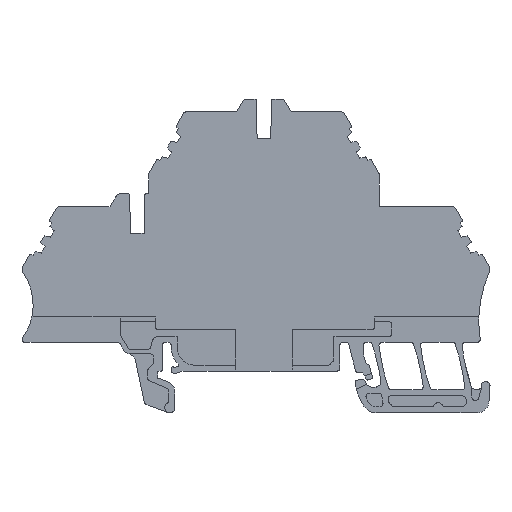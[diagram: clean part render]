
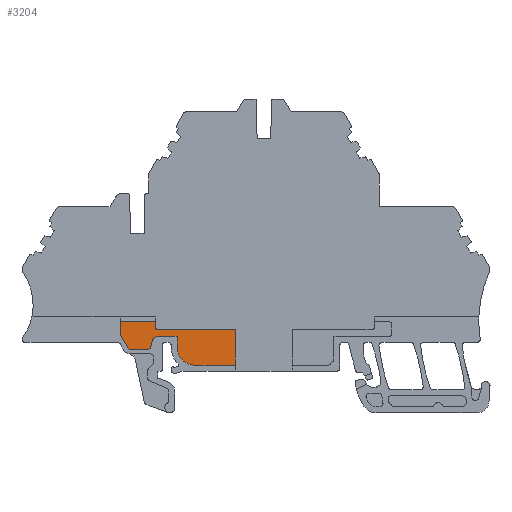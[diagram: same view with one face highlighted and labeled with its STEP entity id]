
A CAD part, left-side view. The second image highlights one B-rep face of the part: STEP entity #3204.
In plain terms, the highlighted planar face has unit normal (-1, 0, 0).
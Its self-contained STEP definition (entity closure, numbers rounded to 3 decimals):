
#75=AXIS2_PLACEMENT_3D('Plane Axis2P3D',#72,#73,#74) ;
#702=AXIS2_PLACEMENT_3D('Circle Axis2P3D',#700,#701,$) ;
#723=AXIS2_PLACEMENT_3D('Circle Axis2P3D',#721,#722,$) ;
#737=AXIS2_PLACEMENT_3D('Circle Axis2P3D',#735,#736,$) ;
#751=AXIS2_PLACEMENT_3D('Circle Axis2P3D',#749,#750,$) ;
#765=AXIS2_PLACEMENT_3D('Circle Axis2P3D',#763,#764,$) ;
#1257=AXIS2_PLACEMENT_3D('Circle Axis2P3D',#1255,#1256,$) ;
#1271=AXIS2_PLACEMENT_3D('Circle Axis2P3D',#1269,#1270,$) ;
#72=CARTESIAN_POINT('Axis2P3D Location',(0.,38.857,6.75)) ;
#690=CARTESIAN_POINT('Vertex',(0.,42.994,8.05)) ;
#693=CARTESIAN_POINT('Line Origine',(0.,46.425,8.05)) ;
#697=CARTESIAN_POINT('Vertex',(0.,49.857,8.05)) ;
#700=CARTESIAN_POINT('Axis2P3D Location',(0.,49.857,11.05)) ;
#704=CARTESIAN_POINT('Vertex',(0.,52.857,11.05)) ;
#707=CARTESIAN_POINT('Line Origine',(0.,52.857,11.975)) ;
#711=CARTESIAN_POINT('Vertex',(0.,52.857,12.9)) ;
#714=CARTESIAN_POINT('Line Origine',(0.,54.457,12.9)) ;
#718=CARTESIAN_POINT('Vertex',(0.,56.057,12.9)) ;
#721=CARTESIAN_POINT('Axis2P3D Location',(0.,56.057,11.9)) ;
#725=CARTESIAN_POINT('Vertex',(0.,57.023,12.159)) ;
#728=CARTESIAN_POINT('Line Origine',(0.,57.162,11.64)) ;
#732=CARTESIAN_POINT('Vertex',(0.,57.301,11.121)) ;
#735=CARTESIAN_POINT('Axis2P3D Location',(0.,57.784,11.25)) ;
#739=CARTESIAN_POINT('Vertex',(0.,57.784,10.75)) ;
#742=CARTESIAN_POINT('Line Origine',(0.,59.264,10.75)) ;
#746=CARTESIAN_POINT('Vertex',(0.,60.745,10.75)) ;
#749=CARTESIAN_POINT('Axis2P3D Location',(0.,60.745,11.25)) ;
#753=CARTESIAN_POINT('Vertex',(0.,61.174,10.994)) ;
#756=CARTESIAN_POINT('Line Origine',(0.,61.793,12.034)) ;
#760=CARTESIAN_POINT('Vertex',(0.,62.412,13.074)) ;
#763=CARTESIAN_POINT('Axis2P3D Location',(0.,61.982,13.33)) ;
#767=CARTESIAN_POINT('Vertex',(0.,62.482,13.33)) ;
#770=CARTESIAN_POINT('Line Origine',(0.,62.482,14.365)) ;
#774=CARTESIAN_POINT('Vertex',(0.,62.482,15.4)) ;
#1245=CARTESIAN_POINT('Vertex',(0.,56.43,15.4)) ;
#1248=CARTESIAN_POINT('Line Origine',(0.,56.43,14.875)) ;
#1252=CARTESIAN_POINT('Vertex',(0.,56.43,14.35)) ;
#1255=CARTESIAN_POINT('Axis2P3D Location',(0.,56.23,14.35)) ;
#1259=CARTESIAN_POINT('Vertex',(0.,56.23,14.15)) ;
#1262=CARTESIAN_POINT('Line Origine',(0.,49.712,14.15)) ;
#1266=CARTESIAN_POINT('Vertex',(0.,43.194,14.15)) ;
#1269=CARTESIAN_POINT('Axis2P3D Location',(0.,43.194,13.95)) ;
#1273=CARTESIAN_POINT('Vertex',(0.,42.994,13.95)) ;
#1276=CARTESIAN_POINT('Line Origine',(0.,42.994,11.)) ;
#3179=CARTESIAN_POINT('Line Origine',(0.,59.456,15.4)) ;
#73=DIRECTION('Axis2P3D Direction',(1.,0.,0.)) ;
#74=DIRECTION('Axis2P3D XDirection',(0.,0.,1.)) ;
#694=DIRECTION('Vector Direction',(0.,1.,0.)) ;
#701=DIRECTION('Axis2P3D Direction',(1.,0.,0.)) ;
#708=DIRECTION('Vector Direction',(0.,0.,1.)) ;
#715=DIRECTION('Vector Direction',(0.,1.,0.)) ;
#722=DIRECTION('Axis2P3D Direction',(1.,0.,0.)) ;
#729=DIRECTION('Vector Direction',(0.,0.259,-0.966)) ;
#736=DIRECTION('Axis2P3D Direction',(1.,0.,0.)) ;
#743=DIRECTION('Vector Direction',(0.,1.,0.)) ;
#750=DIRECTION('Axis2P3D Direction',(1.,0.,0.)) ;
#757=DIRECTION('Vector Direction',(0.,0.511,0.859)) ;
#764=DIRECTION('Axis2P3D Direction',(1.,0.,0.)) ;
#771=DIRECTION('Vector Direction',(0.,0.,1.)) ;
#1249=DIRECTION('Vector Direction',(0.,0.,1.)) ;
#1256=DIRECTION('Axis2P3D Direction',(1.,0.,0.)) ;
#1263=DIRECTION('Vector Direction',(0.,1.,0.)) ;
#1270=DIRECTION('Axis2P3D Direction',(1.,0.,0.)) ;
#1277=DIRECTION('Vector Direction',(0.,0.,1.)) ;
#3180=DIRECTION('Vector Direction',(0.,1.,0.)) ;
#695=VECTOR('Line Direction',#694,1.) ;
#709=VECTOR('Line Direction',#708,1.) ;
#716=VECTOR('Line Direction',#715,1.) ;
#730=VECTOR('Line Direction',#729,1.) ;
#744=VECTOR('Line Direction',#743,1.) ;
#758=VECTOR('Line Direction',#757,1.) ;
#772=VECTOR('Line Direction',#771,1.) ;
#1250=VECTOR('Line Direction',#1249,1.) ;
#1264=VECTOR('Line Direction',#1263,1.) ;
#1278=VECTOR('Line Direction',#1277,1.) ;
#3181=VECTOR('Line Direction',#3180,1.) ;
#3185=ORIENTED_EDGE('',*,*,#1280,.T.) ;
#3186=ORIENTED_EDGE('',*,*,#1275,.F.) ;
#3187=ORIENTED_EDGE('',*,*,#1268,.T.) ;
#3188=ORIENTED_EDGE('',*,*,#1261,.T.) ;
#3189=ORIENTED_EDGE('',*,*,#1254,.T.) ;
#3190=ORIENTED_EDGE('',*,*,#3183,.T.) ;
#3191=ORIENTED_EDGE('',*,*,#776,.F.) ;
#3192=ORIENTED_EDGE('',*,*,#769,.F.) ;
#3193=ORIENTED_EDGE('',*,*,#762,.F.) ;
#3194=ORIENTED_EDGE('',*,*,#755,.F.) ;
#3195=ORIENTED_EDGE('',*,*,#748,.F.) ;
#3196=ORIENTED_EDGE('',*,*,#741,.F.) ;
#3197=ORIENTED_EDGE('',*,*,#734,.F.) ;
#3198=ORIENTED_EDGE('',*,*,#727,.T.) ;
#3199=ORIENTED_EDGE('',*,*,#720,.F.) ;
#3200=ORIENTED_EDGE('',*,*,#713,.F.) ;
#3201=ORIENTED_EDGE('',*,*,#706,.F.) ;
#3202=ORIENTED_EDGE('',*,*,#699,.F.) ;
#3204=ADVANCED_FACE('KLTR ZDK2.5/1.5.1\\K\X2\00F6\X0\rper.2 ( *SOL1 - wsp *MASTER -  )',(#3203),#76,.F.) ;
#703=CIRCLE('generated circle',#702,3.) ;
#724=CIRCLE('generated circle',#723,1.) ;
#738=CIRCLE('generated circle',#737,0.5) ;
#752=CIRCLE('generated circle',#751,0.5) ;
#766=CIRCLE('generated circle',#765,0.5) ;
#1258=CIRCLE('generated circle',#1257,0.2) ;
#1272=CIRCLE('generated circle',#1271,0.2) ;
#699=EDGE_CURVE('',#691,#698,#696,.T.) ;
#706=EDGE_CURVE('',#698,#705,#703,.T.) ;
#713=EDGE_CURVE('',#705,#712,#710,.T.) ;
#720=EDGE_CURVE('',#712,#719,#717,.T.) ;
#727=EDGE_CURVE('',#726,#719,#724,.T.) ;
#734=EDGE_CURVE('',#726,#733,#731,.T.) ;
#741=EDGE_CURVE('',#733,#740,#738,.T.) ;
#748=EDGE_CURVE('',#740,#747,#745,.T.) ;
#755=EDGE_CURVE('',#747,#754,#752,.T.) ;
#762=EDGE_CURVE('',#754,#761,#759,.T.) ;
#769=EDGE_CURVE('',#761,#768,#766,.T.) ;
#776=EDGE_CURVE('',#768,#775,#773,.T.) ;
#1254=EDGE_CURVE('',#1253,#1246,#1251,.T.) ;
#1261=EDGE_CURVE('',#1260,#1253,#1258,.T.) ;
#1268=EDGE_CURVE('',#1267,#1260,#1265,.T.) ;
#1275=EDGE_CURVE('',#1267,#1274,#1272,.T.) ;
#1280=EDGE_CURVE('',#691,#1274,#1279,.T.) ;
#3183=EDGE_CURVE('',#1246,#775,#3182,.T.) ;
#3184=EDGE_LOOP('',(#3185,#3186,#3187,#3188,#3189,#3190,#3191,#3192,#3193,#3194,#3195,#3196,#3197,#3198,#3199,#3200,#3201,#3202)) ;
#3203=FACE_OUTER_BOUND('',#3184,.T.) ;
#696=LINE('Line',#693,#695) ;
#710=LINE('Line',#707,#709) ;
#717=LINE('Line',#714,#716) ;
#731=LINE('Line',#728,#730) ;
#745=LINE('Line',#742,#744) ;
#759=LINE('Line',#756,#758) ;
#773=LINE('Line',#770,#772) ;
#1251=LINE('Line',#1248,#1250) ;
#1265=LINE('Line',#1262,#1264) ;
#1279=LINE('Line',#1276,#1278) ;
#3182=LINE('Line',#3179,#3181) ;
#76=PLANE('',#75) ;
#691=VERTEX_POINT('',#690) ;
#698=VERTEX_POINT('',#697) ;
#705=VERTEX_POINT('',#704) ;
#712=VERTEX_POINT('',#711) ;
#719=VERTEX_POINT('',#718) ;
#726=VERTEX_POINT('',#725) ;
#733=VERTEX_POINT('',#732) ;
#740=VERTEX_POINT('',#739) ;
#747=VERTEX_POINT('',#746) ;
#754=VERTEX_POINT('',#753) ;
#761=VERTEX_POINT('',#760) ;
#768=VERTEX_POINT('',#767) ;
#775=VERTEX_POINT('',#774) ;
#1246=VERTEX_POINT('',#1245) ;
#1253=VERTEX_POINT('',#1252) ;
#1260=VERTEX_POINT('',#1259) ;
#1267=VERTEX_POINT('',#1266) ;
#1274=VERTEX_POINT('',#1273) ;
